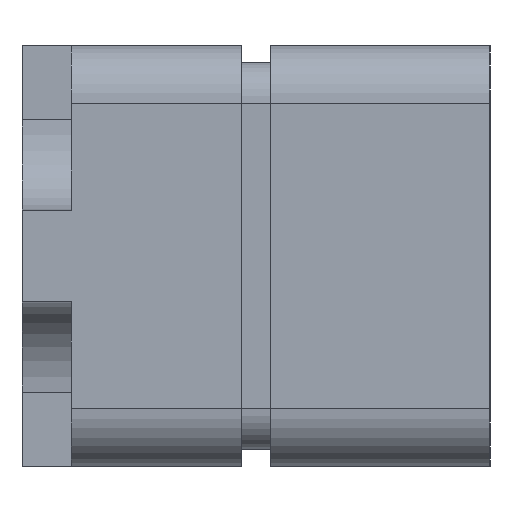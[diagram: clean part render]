
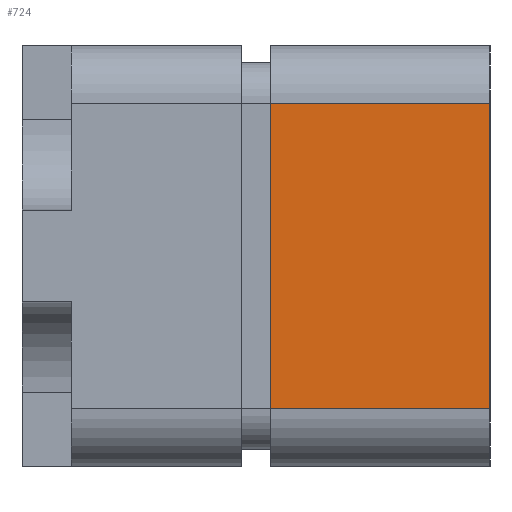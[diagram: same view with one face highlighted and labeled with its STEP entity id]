
A CAD part, left-side view. The second image highlights one B-rep face of the part: STEP entity #724.
In plain terms, the highlighted planar face has unit normal (-1, 0, 0).
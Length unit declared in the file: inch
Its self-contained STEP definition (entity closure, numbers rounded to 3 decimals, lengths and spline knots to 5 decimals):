
#245 = EDGE_CURVE ( 'NONE', #246, #260, #1359, .T. ) ;
#246 = VERTEX_POINT ( 'NONE', #1336 ) ;
#260 = VERTEX_POINT ( 'NONE', #1340 ) ;
#545 = EDGE_CURVE ( 'NONE', #640, #639, #1910, .T. ) ;
#639 = VERTEX_POINT ( 'NONE', #2007 ) ;
#640 = VERTEX_POINT ( 'NONE', #2006 ) ;
#697 = ORIENTED_EDGE ( 'NONE', *, *, #245, .T. ) ;
#698 = EDGE_CURVE ( 'NONE', #246, #639, #2195, .T. ) ;
#716 = EDGE_LOOP ( 'NONE', ( #723, #697, #718, #720 ) ) ;
#718 = ORIENTED_EDGE ( 'NONE', *, *, #719, .T. ) ;
#719 = EDGE_CURVE ( 'NONE', #260, #640, #2080, .T. ) ;
#720 = ORIENTED_EDGE ( 'NONE', *, *, #545, .T. ) ;
#723 = ORIENTED_EDGE ( 'NONE', *, *, #698, .F. ) ;
#724 = ADVANCED_FACE ( 'NONE', ( #2069 ), #2074, .F. ) ;
#1336 = CARTESIAN_POINT ( 'NONE',  ( -1.225, -0.025, 0.2625 ) ) ;
#1340 = CARTESIAN_POINT ( 'NONE',  ( -1.225, -0.025, -0.2625 ) ) ;
#1356 = DIRECTION ( 'NONE',  ( 0., 0., -1. ) ) ;
#1357 = VECTOR ( 'NONE', #1356, 39.37008 ) ;
#1358 = CARTESIAN_POINT ( 'NONE',  ( -1.225, -0.025, 0.2625 ) ) ;
#1359 = LINE ( 'NONE', #1358, #1357 ) ;
#1907 = DIRECTION ( 'NONE',  ( 0., 0., 1. ) ) ;
#1908 = VECTOR ( 'NONE', #1907, 39.37008 ) ;
#1909 = CARTESIAN_POINT ( 'NONE',  ( -1.225, -0.4025, 0.2625 ) ) ;
#1910 = LINE ( 'NONE', #1909, #1908 ) ;
#2006 = CARTESIAN_POINT ( 'NONE',  ( -1.225, -0.4025, -0.2625 ) ) ;
#2007 = CARTESIAN_POINT ( 'NONE',  ( -1.225, -0.4025, 0.2625 ) ) ;
#2064 = DIRECTION ( 'NONE',  ( 0., 0., -1. ) ) ;
#2065 = DIRECTION ( 'NONE',  ( 1., 0., 0. ) ) ;
#2066 = CARTESIAN_POINT ( 'NONE',  ( -1.225, 0.4025, 0.2625 ) ) ;
#2067 = AXIS2_PLACEMENT_3D ( 'NONE', #2066, #2065, #2064 ) ;
#2069 = FACE_OUTER_BOUND ( 'NONE', #716, .T. ) ;
#2074 = PLANE ( 'NONE',  #2067 ) ;
#2077 = DIRECTION ( 'NONE',  ( 0., -1., 0. ) ) ;
#2078 = VECTOR ( 'NONE', #2077, 39.37008 ) ;
#2079 = CARTESIAN_POINT ( 'NONE',  ( -1.225, 0.4025, -0.2625 ) ) ;
#2080 = LINE ( 'NONE', #2079, #2078 ) ;
#2192 = DIRECTION ( 'NONE',  ( 0., -1., 0. ) ) ;
#2193 = VECTOR ( 'NONE', #2192, 39.37008 ) ;
#2194 = CARTESIAN_POINT ( 'NONE',  ( -1.225, 0.4025, 0.2625 ) ) ;
#2195 = LINE ( 'NONE', #2194, #2193 ) ;
